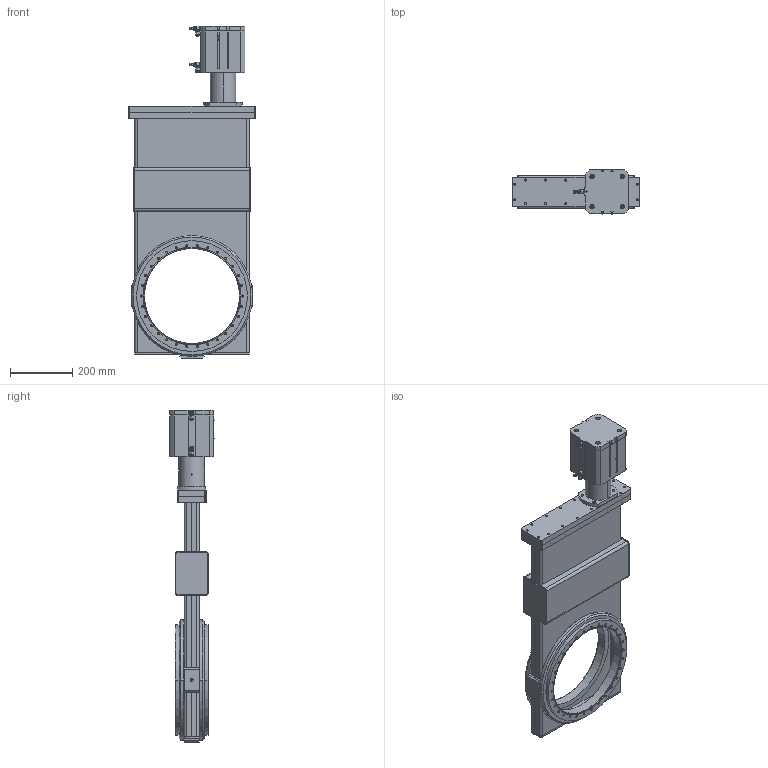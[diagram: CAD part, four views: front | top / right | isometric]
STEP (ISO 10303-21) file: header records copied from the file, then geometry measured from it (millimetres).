
FILE_DESCRIPTION (( 'STEP AP214' ), '1' );
FILE_NAME ('G12000-220-11(14001200)-1200_HV Gate Valve, 12 I.D. x 14 O.D. CF port flanges, Viton® seal_PNEUMATIC.STEP', '2025-04-21T18:52:33', ( '' ), ( '' ), 'SwSTEP 2.0', 'SolidWorks 2023', '' );
FILE_SCHEMA (( 'AUTOMOTIVE_DESIGN' ));
Length unit declared in the file: millimetre
Products named in the file (1): G12000-220-11(14001200)-1200_HV Gate Valve, 12 I.D. x 14 O.D. CF port flanges, Viton® seal_PNEUMATIC
Bounding box: 410 x 141.6 x 1066 mm (x, y, z)
Volume: 7732941.1 mm3; surface area: 2136346.8 mm2
Topology: 20 solids, 20 shells, 1993 faces, 4694 edges, 2742 vertices
Faces by surface type: plane 731, cylinder 678, cone 562, torus 16, bspline 4, sphere 2
Entity records: 55822 total; most frequent: CARTESIAN_POINT 11322, DIRECTION 9654, ORIENTED_EDGE 9096, EDGE_CURVE 4548, AXIS2_PLACEMENT_3D 3814, VERTEX_POINT 2742, EDGE_LOOP 2250, VECTOR 2026
